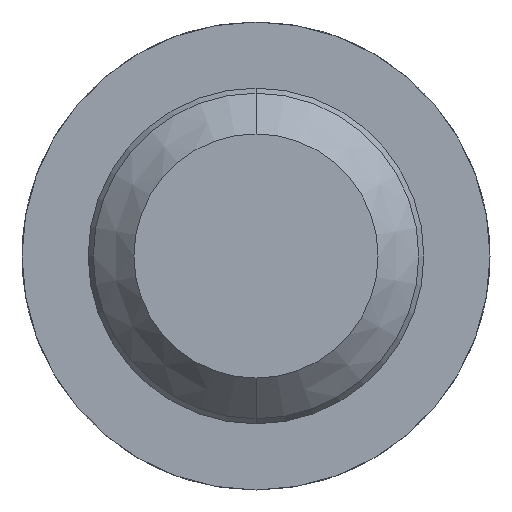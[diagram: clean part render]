
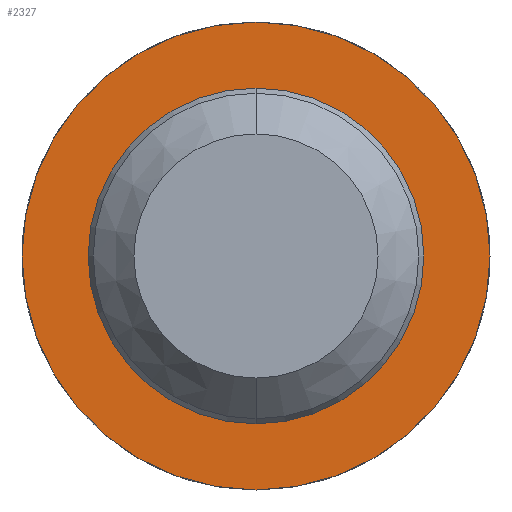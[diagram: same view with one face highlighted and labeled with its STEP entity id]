
A CAD part, front view. The second image highlights one B-rep face of the part: STEP entity #2327.
In plain terms, the highlighted planar face has unit normal (0, -1, 0).
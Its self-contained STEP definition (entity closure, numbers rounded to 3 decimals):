
#84 = EDGE_CURVE ( 'Defeature ausgef�hrt3_38+Defeature ausgef�hrt3_39+Defeature ausgef�hrt3_39+Defeature ausgef�hrt3_39', #1435, #4302, #4230, .T. ) ;
#295 = DIRECTION ( 'NONE',  ( 0., 0., -1. ) ) ;
#308 = CIRCLE ( 'NONE', #1836, 0.825 ) ;
#335 = CIRCLE ( 'NONE', #3242, 1.15 ) ;
#339 = CARTESIAN_POINT ( 'NONE',  ( 0., 11., -1.15 ) ) ;
#374 = CARTESIAN_POINT ( 'NONE',  ( 0., 11., 0. ) ) ;
#445 = AXIS2_PLACEMENT_3D ( 'NONE', #4116, #1395, #3764 ) ;
#619 = DIRECTION ( 'NONE',  ( 0., -1., 0. ) ) ;
#684 = EDGE_CURVE ( 'Defeature ausgef�hrt3_39+Defeature ausgef�hrt3_40+Defeature ausgef�hrt3_40+Defeature ausgef�hrt3_40', #1896, #910, #335, .T. ) ;
#714 = DIRECTION ( 'NONE',  ( 0., -1., 0. ) ) ;
#729 = ORIENTED_EDGE ( 'NONE', *, *, #2383, .T. ) ;
#732 = DIRECTION ( 'NONE',  ( 0., -1., 0. ) ) ;
#910 = VERTEX_POINT ( 'NONE', #2891 ) ;
#1018 = CARTESIAN_POINT ( 'NONE',  ( 0., 11., 0. ) ) ;
#1035 = CARTESIAN_POINT ( 'NONE',  ( 0., 11., 0. ) ) ;
#1344 = ORIENTED_EDGE ( 'NONE', *, *, #84, .F. ) ;
#1395 = DIRECTION ( 'NONE',  ( 0., -1., 0. ) ) ;
#1435 = VERTEX_POINT ( 'NONE', #4159 ) ;
#1593 = AXIS2_PLACEMENT_3D ( 'NONE', #4046, #619, #295 ) ;
#1836 = AXIS2_PLACEMENT_3D ( 'NONE', #1035, #714, #2111 ) ;
#1896 = VERTEX_POINT ( 'NONE', #339 ) ;
#1957 = ORIENTED_EDGE ( 'NONE', *, *, #2903, .F. ) ;
#1976 = FACE_OUTER_BOUND ( 'NONE', #3299, .T. ) ;
#2111 = DIRECTION ( 'NONE',  ( 0., 0., -1. ) ) ;
#2299 = CIRCLE ( 'NONE', #445, 1.15 ) ;
#2327 = ADVANCED_FACE ( 'Defeature ausgef�hrt3_39', ( #1976, #3996 ), #3354, .T. ) ;
#2383 = EDGE_CURVE ( 'Defeature ausgef�hrt3_39+Defeature ausgef�hrt3_40+Defeature ausgef�hrt3_40+Defeature ausgef�hrt3_40', #910, #1896, #2299, .T. ) ;
#2745 = DIRECTION ( 'NONE',  ( 0., -1., 0. ) ) ;
#2891 = CARTESIAN_POINT ( 'NONE',  ( 0., 11., 1.15 ) ) ;
#2903 = EDGE_CURVE ( 'Defeature ausgef�hrt3_38+Defeature ausgef�hrt3_39+Defeature ausgef�hrt3_39+Defeature ausgef�hrt3_39', #4302, #1435, #308, .T. ) ;
#3242 = AXIS2_PLACEMENT_3D ( 'NONE', #1018, #732, #3405 ) ;
#3299 = EDGE_LOOP ( 'NONE', ( #3752, #729 ) ) ;
#3354 = PLANE ( 'NONE',  #1593 ) ;
#3405 = DIRECTION ( 'NONE',  ( 0., 0., -1. ) ) ;
#3632 = EDGE_LOOP ( 'NONE', ( #1957, #1344 ) ) ;
#3703 = AXIS2_PLACEMENT_3D ( 'NONE', #374, #2745, #3762 ) ;
#3752 = ORIENTED_EDGE ( 'NONE', *, *, #684, .T. ) ;
#3762 = DIRECTION ( 'NONE',  ( 0., 0., -1. ) ) ;
#3764 = DIRECTION ( 'NONE',  ( 0., 0., -1. ) ) ;
#3819 = CARTESIAN_POINT ( 'NONE',  ( 0., 11., -0.825 ) ) ;
#3996 = FACE_BOUND ( 'NONE', #3632, .T. ) ;
#4046 = CARTESIAN_POINT ( 'NONE',  ( 0.825, 11., 0. ) ) ;
#4116 = CARTESIAN_POINT ( 'NONE',  ( 0., 11., 0. ) ) ;
#4159 = CARTESIAN_POINT ( 'NONE',  ( 0., 11., 0.825 ) ) ;
#4230 = CIRCLE ( 'NONE', #3703, 0.825 ) ;
#4302 = VERTEX_POINT ( 'NONE', #3819 ) ;
